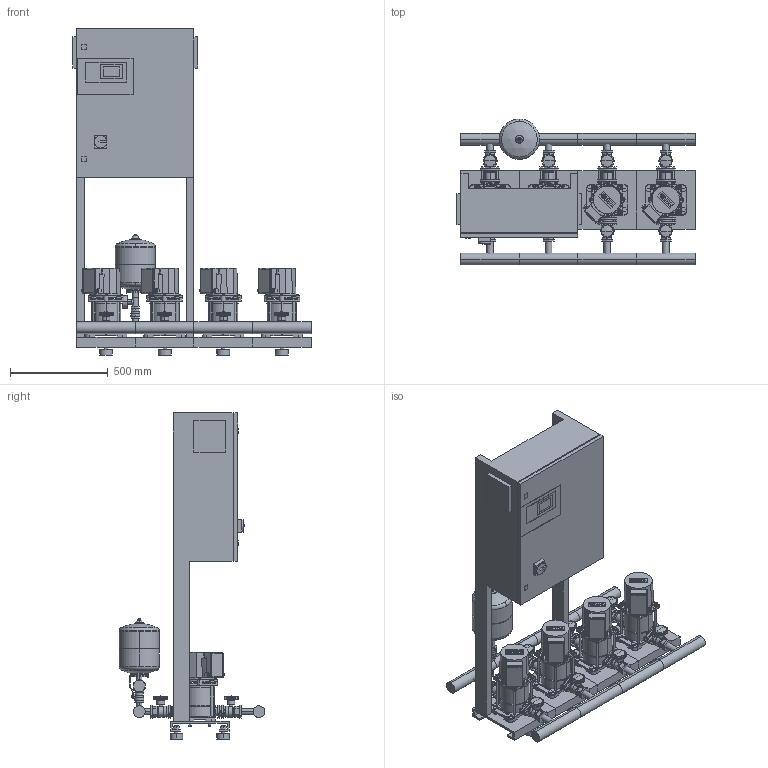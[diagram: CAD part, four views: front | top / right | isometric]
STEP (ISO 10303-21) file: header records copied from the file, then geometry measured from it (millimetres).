
FILE_DESCRIPTION((''),'2;1');
FILE_NAME('3d_COR-4 MVIS 202-2524355.stp','2009-03-26T13:19:29',(''),(''),'Mechanical Desktop 2008','Mechanical Desktop 2008',', , ');
FILE_SCHEMA(('CONFIG_CONTROL_DESIGN'));
Length unit declared in the file: millimetre
Products named in the file (1): 3D_COR-4 MVIS 202-2524355
Bounding box: 1220 x 746.15 x 1670 mm (x, y, z)
Volume: 180688827.5 mm3; surface area: 7474651.8 mm2
Topology: 158 solids, 158 shells, 4207 faces, 9983 edges, 6262 vertices
Faces by surface type: plane 1911, cylinder 1444, bspline 406, torus 192, cone 188, sphere 66
Entity records: 129164 total; most frequent: CARTESIAN_POINT 31893, DIRECTION 20401, ORIENTED_EDGE 19742, EDGE_CURVE 9871, AXIS2_PLACEMENT_3D 7240, VERTEX_POINT 6262, VECTOR 5921, LINE 5921
